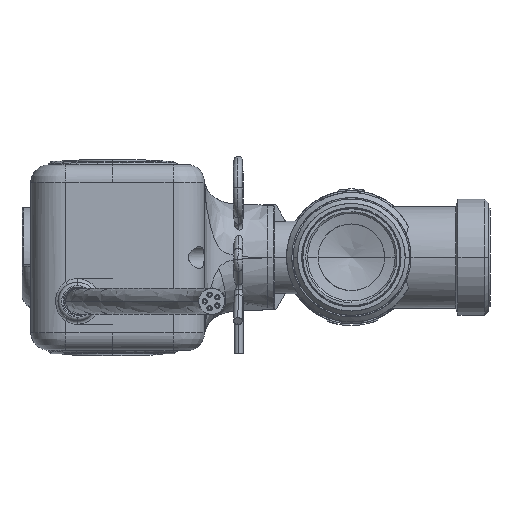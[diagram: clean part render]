
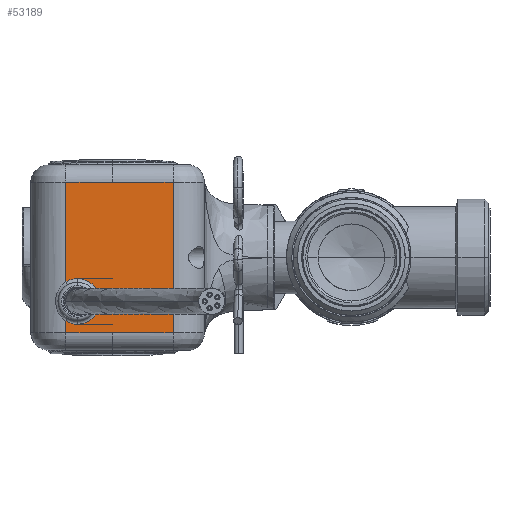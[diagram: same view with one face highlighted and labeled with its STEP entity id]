
A CAD part, left-side view. The second image highlights one B-rep face of the part: STEP entity #53189.
In plain terms, the highlighted face is planar.
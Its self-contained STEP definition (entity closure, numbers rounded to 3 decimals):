
#47057=CARTESIAN_POINT('Axis2P3D Location',(33.,105.334,12.5)) ;
#47061=CARTESIAN_POINT('Vertex',(33.,105.334,6.)) ;
#47063=CARTESIAN_POINT('Vertex',(33.,105.334,19.)) ;
#47097=CARTESIAN_POINT('Axis2P3D Location',(33.,105.334,12.5)) ;
#47101=CARTESIAN_POINT('Vertex',(33.,108.634,18.1)) ;
#48738=CARTESIAN_POINT('Vertex',(33.,95.334,5.9)) ;
#48827=CARTESIAN_POINT('Vertex',(33.,95.334,6.)) ;
#48830=CARTESIAN_POINT('Line Origine',(33.,95.334,5.95)) ;
#48953=CARTESIAN_POINT('Vertex',(33.,95.334,19.1)) ;
#48956=CARTESIAN_POINT('Line Origine',(33.,95.334,19.05)) ;
#48960=CARTESIAN_POINT('Vertex',(33.,95.334,19.)) ;
#52982=CARTESIAN_POINT('Line Origine',(33.,100.334,6.)) ;
#53034=CARTESIAN_POINT('Line Origine',(33.,100.334,19.)) ;
#53070=CARTESIAN_POINT('Axis2P3D Location',(33.,95.334,27.5)) ;
#53075=CARTESIAN_POINT('Line Origine',(33.,100.334,19.1)) ;
#53079=CARTESIAN_POINT('Vertex',(33.,105.334,19.1)) ;
#53082=CARTESIAN_POINT('Line Origine',(33.,105.334,19.05)) ;
#53087=CARTESIAN_POINT('Line Origine',(33.,108.634,19.799)) ;
#53091=CARTESIAN_POINT('Vertex',(33.,108.634,21.497)) ;
#53094=CARTESIAN_POINT('Line Origine',(33.,101.984,21.497)) ;
#53098=CARTESIAN_POINT('Vertex',(33.,95.334,21.497)) ;
#53101=CARTESIAN_POINT('Line Origine',(33.,95.334,21.499)) ;
#53105=CARTESIAN_POINT('Vertex',(33.,95.334,21.5)) ;
#53108=CARTESIAN_POINT('Line Origine',(33.,86.684,21.5)) ;
#53112=CARTESIAN_POINT('Vertex',(33.,78.034,21.5)) ;
#53115=CARTESIAN_POINT('Line Origine',(33.,78.034,0.)) ;
#53119=CARTESIAN_POINT('Vertex',(33.,78.034,-21.5)) ;
#53122=CARTESIAN_POINT('Line Origine',(33.,86.684,-21.5)) ;
#53126=CARTESIAN_POINT('Vertex',(33.,95.334,-21.5)) ;
#53129=CARTESIAN_POINT('Line Origine',(33.,95.334,-21.499)) ;
#53133=CARTESIAN_POINT('Vertex',(33.,95.334,-21.497)) ;
#53136=CARTESIAN_POINT('Line Origine',(33.,101.984,-21.497)) ;
#53140=CARTESIAN_POINT('Vertex',(33.,108.634,-21.497)) ;
#53143=CARTESIAN_POINT('Line Origine',(33.,108.634,-7.299)) ;
#53147=CARTESIAN_POINT('Vertex',(33.,108.634,6.9)) ;
#53150=CARTESIAN_POINT('Axis2P3D Location',(33.,105.334,12.5)) ;
#53155=CARTESIAN_POINT('Line Origine',(33.,105.334,5.95)) ;
#53159=CARTESIAN_POINT('Vertex',(33.,105.334,5.9)) ;
#53162=CARTESIAN_POINT('Line Origine',(33.,100.334,5.9)) ;
#47058=DIRECTION('Axis2P3D Direction',(-1.,0.,0.)) ;
#47098=DIRECTION('Axis2P3D Direction',(-1.,0.,0.)) ;
#48831=DIRECTION('Vector Direction',(0.,0.,-1.)) ;
#48957=DIRECTION('Vector Direction',(0.,0.,-1.)) ;
#52983=DIRECTION('Vector Direction',(0.,1.,0.)) ;
#53035=DIRECTION('Vector Direction',(0.,-1.,0.)) ;
#53071=DIRECTION('Axis2P3D Direction',(-1.,0.,0.)) ;
#53072=DIRECTION('Axis2P3D XDirection',(0.,0.,1.)) ;
#53076=DIRECTION('Vector Direction',(0.,1.,0.)) ;
#53083=DIRECTION('Vector Direction',(0.,0.,-1.)) ;
#53088=DIRECTION('Vector Direction',(0.,0.,1.)) ;
#53095=DIRECTION('Vector Direction',(0.,-1.,0.)) ;
#53102=DIRECTION('Vector Direction',(0.,0.,-1.)) ;
#53109=DIRECTION('Vector Direction',(0.,-1.,0.)) ;
#53116=DIRECTION('Vector Direction',(0.,0.,-1.)) ;
#53123=DIRECTION('Vector Direction',(0.,1.,0.)) ;
#53130=DIRECTION('Vector Direction',(0.,0.,1.)) ;
#53137=DIRECTION('Vector Direction',(0.,1.,0.)) ;
#53144=DIRECTION('Vector Direction',(0.,0.,1.)) ;
#53151=DIRECTION('Axis2P3D Direction',(-1.,0.,0.)) ;
#53156=DIRECTION('Vector Direction',(0.,0.,-1.)) ;
#53163=DIRECTION('Vector Direction',(0.,-1.,0.)) ;
#47059=AXIS2_PLACEMENT_3D('Circle Axis2P3D',#47057,#47058,$) ;
#47099=AXIS2_PLACEMENT_3D('Circle Axis2P3D',#47097,#47098,$) ;
#53073=AXIS2_PLACEMENT_3D('Plane Axis2P3D',#53070,#53071,#53072) ;
#53152=AXIS2_PLACEMENT_3D('Circle Axis2P3D',#53150,#53151,$) ;
#53168=ORIENTED_EDGE('',*,*,#52986,.T.) ;
#53169=ORIENTED_EDGE('',*,*,#47065,.T.) ;
#53170=ORIENTED_EDGE('',*,*,#53038,.T.) ;
#53171=ORIENTED_EDGE('',*,*,#48962,.F.) ;
#53172=ORIENTED_EDGE('',*,*,#53081,.T.) ;
#53173=ORIENTED_EDGE('',*,*,#53086,.T.) ;
#53174=ORIENTED_EDGE('',*,*,#47103,.T.) ;
#53175=ORIENTED_EDGE('',*,*,#53093,.T.) ;
#53176=ORIENTED_EDGE('',*,*,#53100,.T.) ;
#53177=ORIENTED_EDGE('',*,*,#53107,.F.) ;
#53178=ORIENTED_EDGE('',*,*,#53114,.T.) ;
#53179=ORIENTED_EDGE('',*,*,#53121,.T.) ;
#53180=ORIENTED_EDGE('',*,*,#53128,.T.) ;
#53181=ORIENTED_EDGE('',*,*,#53135,.T.) ;
#53182=ORIENTED_EDGE('',*,*,#53142,.T.) ;
#53183=ORIENTED_EDGE('',*,*,#53149,.T.) ;
#53184=ORIENTED_EDGE('',*,*,#53154,.T.) ;
#53185=ORIENTED_EDGE('',*,*,#53161,.T.) ;
#53186=ORIENTED_EDGE('',*,*,#53166,.T.) ;
#53187=ORIENTED_EDGE('',*,*,#48834,.F.) ;
#48832=VECTOR('Line Direction',#48831,1.) ;
#48958=VECTOR('Line Direction',#48957,1.) ;
#52984=VECTOR('Line Direction',#52983,1.) ;
#53036=VECTOR('Line Direction',#53035,1.) ;
#53077=VECTOR('Line Direction',#53076,1.) ;
#53084=VECTOR('Line Direction',#53083,1.) ;
#53089=VECTOR('Line Direction',#53088,1.) ;
#53096=VECTOR('Line Direction',#53095,1.) ;
#53103=VECTOR('Line Direction',#53102,1.) ;
#53110=VECTOR('Line Direction',#53109,1.) ;
#53117=VECTOR('Line Direction',#53116,1.) ;
#53124=VECTOR('Line Direction',#53123,1.) ;
#53131=VECTOR('Line Direction',#53130,1.) ;
#53138=VECTOR('Line Direction',#53137,1.) ;
#53145=VECTOR('Line Direction',#53144,1.) ;
#53157=VECTOR('Line Direction',#53156,1.) ;
#53164=VECTOR('Line Direction',#53163,1.) ;
#53189=ADVANCED_FACE('NONE',(#53188),#53074,.F.) ;
#47060=CIRCLE('generated circle',#47059,6.5) ;
#47100=CIRCLE('generated circle',#47099,6.5) ;
#53153=CIRCLE('generated circle',#53152,6.5) ;
#47065=EDGE_CURVE('',#47062,#47064,#47060,.T.) ;
#47103=EDGE_CURVE('',#47064,#47102,#47100,.T.) ;
#48834=EDGE_CURVE('',#48828,#48739,#48833,.T.) ;
#48962=EDGE_CURVE('',#48954,#48961,#48959,.T.) ;
#52986=EDGE_CURVE('',#48828,#47062,#52985,.T.) ;
#53038=EDGE_CURVE('',#47064,#48961,#53037,.T.) ;
#53081=EDGE_CURVE('',#48954,#53080,#53078,.T.) ;
#53086=EDGE_CURVE('',#53080,#47064,#53085,.T.) ;
#53093=EDGE_CURVE('',#47102,#53092,#53090,.T.) ;
#53100=EDGE_CURVE('',#53092,#53099,#53097,.T.) ;
#53107=EDGE_CURVE('',#53106,#53099,#53104,.T.) ;
#53114=EDGE_CURVE('',#53106,#53113,#53111,.T.) ;
#53121=EDGE_CURVE('',#53113,#53120,#53118,.T.) ;
#53128=EDGE_CURVE('',#53120,#53127,#53125,.T.) ;
#53135=EDGE_CURVE('',#53127,#53134,#53132,.T.) ;
#53142=EDGE_CURVE('',#53134,#53141,#53139,.T.) ;
#53149=EDGE_CURVE('',#53141,#53148,#53146,.T.) ;
#53154=EDGE_CURVE('',#53148,#47062,#53153,.T.) ;
#53161=EDGE_CURVE('',#47062,#53160,#53158,.T.) ;
#53166=EDGE_CURVE('',#53160,#48739,#53165,.T.) ;
#53167=EDGE_LOOP('',(#53168,#53169,#53170,#53171,#53172,#53173,#53174,#53175,#53176,#53177,#53178,#53179,#53180,#53181,#53182,#53183,#53184,#53185,#53186,#53187)) ;
#53188=FACE_OUTER_BOUND('',#53167,.T.) ;
#48833=LINE('Line',#48830,#48832) ;
#48959=LINE('Line',#48956,#48958) ;
#52985=LINE('Line',#52982,#52984) ;
#53037=LINE('Line',#53034,#53036) ;
#53078=LINE('Line',#53075,#53077) ;
#53085=LINE('Line',#53082,#53084) ;
#53090=LINE('Line',#53087,#53089) ;
#53097=LINE('Line',#53094,#53096) ;
#53104=LINE('Line',#53101,#53103) ;
#53111=LINE('Line',#53108,#53110) ;
#53118=LINE('Line',#53115,#53117) ;
#53125=LINE('Line',#53122,#53124) ;
#53132=LINE('Line',#53129,#53131) ;
#53139=LINE('Line',#53136,#53138) ;
#53146=LINE('Line',#53143,#53145) ;
#53158=LINE('Line',#53155,#53157) ;
#53165=LINE('Line',#53162,#53164) ;
#53074=PLANE('',#53073) ;
#47062=VERTEX_POINT('',#47061) ;
#47064=VERTEX_POINT('',#47063) ;
#47102=VERTEX_POINT('',#47101) ;
#48739=VERTEX_POINT('',#48738) ;
#48828=VERTEX_POINT('',#48827) ;
#48954=VERTEX_POINT('',#48953) ;
#48961=VERTEX_POINT('',#48960) ;
#53080=VERTEX_POINT('',#53079) ;
#53092=VERTEX_POINT('',#53091) ;
#53099=VERTEX_POINT('',#53098) ;
#53106=VERTEX_POINT('',#53105) ;
#53113=VERTEX_POINT('',#53112) ;
#53120=VERTEX_POINT('',#53119) ;
#53127=VERTEX_POINT('',#53126) ;
#53134=VERTEX_POINT('',#53133) ;
#53141=VERTEX_POINT('',#53140) ;
#53148=VERTEX_POINT('',#53147) ;
#53160=VERTEX_POINT('',#53159) ;
